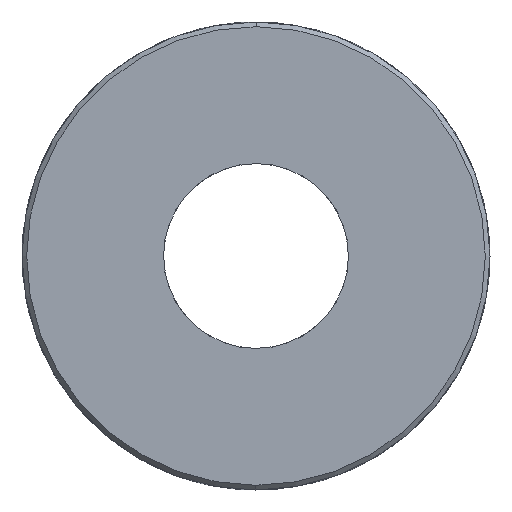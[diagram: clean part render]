
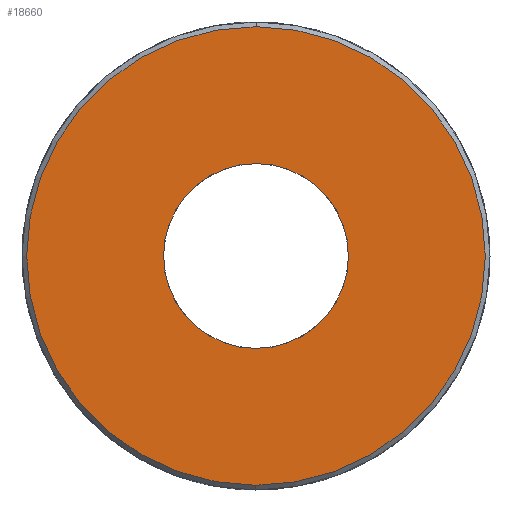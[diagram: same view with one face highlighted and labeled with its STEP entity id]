
A CAD part, left-side view. The second image highlights one B-rep face of the part: STEP entity #18660.
In plain terms, the highlighted face is planar.
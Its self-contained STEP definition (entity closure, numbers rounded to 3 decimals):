
#17978=CARTESIAN_POINT('',(0.,0.,0.));
#17979=DIRECTION('',(0.,0.,1.));
#17980=DIRECTION('',(-1.,0.,0.));
#17981=AXIS2_PLACEMENT_3D('',#17978,#17979,#17980);
#17983=CARTESIAN_POINT('',(0.,0.,0.));
#17984=DIRECTION('',(0.,0.,1.));
#17985=DIRECTION('',(1.,0.,0.));
#17986=AXIS2_PLACEMENT_3D('',#17983,#17984,#17985);
#18478=CARTESIAN_POINT('',(0.,0.,0.));
#18479=DIRECTION('',(0.,0.,1.));
#18480=DIRECTION('',(-1.,0.,0.));
#18481=AXIS2_PLACEMENT_3D('',#18478,#18479,#18480);
#18487=CARTESIAN_POINT('',(0.,0.,0.));
#18488=DIRECTION('',(0.,0.,1.));
#18489=DIRECTION('',(1.,0.,0.));
#18490=AXIS2_PLACEMENT_3D('',#18487,#18488,#18489);
#18501=CARTESIAN_POINT('',(98.,0.,0.));
#18502=CARTESIAN_POINT('',(-98.,0.,0.));
#18503=VERTEX_POINT('',#18501);
#18504=VERTEX_POINT('',#18502);
#18527=CARTESIAN_POINT('',(39.5,0.,0.));
#18528=CARTESIAN_POINT('',(-39.5,0.,0.));
#18529=VERTEX_POINT('',#18527);
#18530=VERTEX_POINT('',#18528);
#18644=CARTESIAN_POINT('',(0.,0.,0.));
#18645=DIRECTION('',(0.,0.,1.));
#18646=DIRECTION('',(1.,0.,0.));
#18647=AXIS2_PLACEMENT_3D('',#18644,#18645,#18646);
#18648=PLANE('',#18647);
#18650=ORIENTED_EDGE('',*,*,#18649,.T.);
#18651=ORIENTED_EDGE('',*,*,#18633,.T.);
#18652=EDGE_LOOP('',(#18650,#18651));
#18653=FACE_OUTER_BOUND('',#18652,.F.);
#18655=ORIENTED_EDGE('',*,*,#18654,.F.);
#18657=ORIENTED_EDGE('',*,*,#18656,.F.);
#18658=EDGE_LOOP('',(#18655,#18657));
#18659=FACE_BOUND('',#18658,.F.);
#18660=ADVANCED_FACE('',(#18653,#18659),#18648,.F.);
#17982=CIRCLE('',#17981,98.);
#17987=CIRCLE('',#17986,98.);
#18482=CIRCLE('',#18481,39.5);
#18491=CIRCLE('',#18490,39.5);
#18633=EDGE_CURVE('',#18503,#18504,#17987,.T.);
#18649=EDGE_CURVE('',#18504,#18503,#17982,.T.);
#18654=EDGE_CURVE('',#18529,#18530,#18491,.T.);
#18656=EDGE_CURVE('',#18530,#18529,#18482,.T.);
